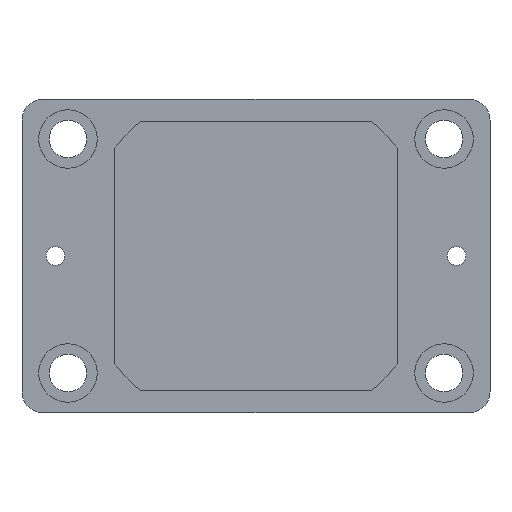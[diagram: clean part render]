
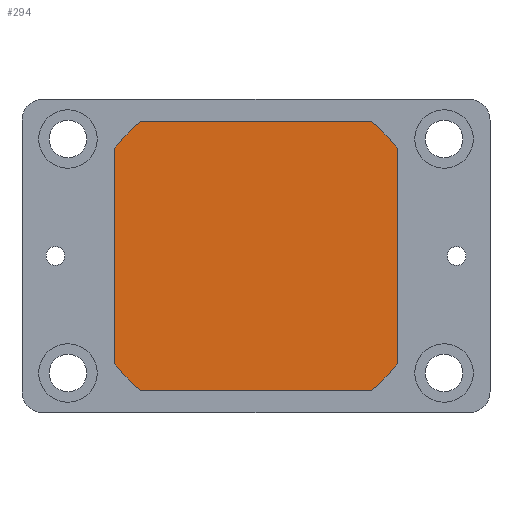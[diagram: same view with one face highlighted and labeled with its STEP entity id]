
A CAD part, front view. The second image highlights one B-rep face of the part: STEP entity #294.
In plain terms, the highlighted face is planar.
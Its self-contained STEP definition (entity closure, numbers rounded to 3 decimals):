
#294 = ADVANCED_FACE( '', ( #797 ), #798, .F. );
#797 = FACE_OUTER_BOUND( '', #1943, .T. );
#798 = PLANE( '', #1944 );
#1943 = EDGE_LOOP( '', ( #3186, #3187, #3188, #3189, #3190, #3191, #3192, #3193 ) );
#1944 = AXIS2_PLACEMENT_3D( '', #3194, #3195, #3196 );
#3186 = ORIENTED_EDGE( '', *, *, #6859, .F. );
#3187 = ORIENTED_EDGE( '', *, *, #6874, .F. );
#3188 = ORIENTED_EDGE( '', *, *, #6881, .F. );
#3189 = ORIENTED_EDGE( '', *, *, #6884, .F. );
#3190 = ORIENTED_EDGE( '', *, *, #6886, .F. );
#3191 = ORIENTED_EDGE( '', *, *, #6831, .F. );
#3192 = ORIENTED_EDGE( '', *, *, #6853, .F. );
#3193 = ORIENTED_EDGE( '', *, *, #6856, .F. );
#3194 = CARTESIAN_POINT( '', ( -95., 0., 0. ) );
#3195 = DIRECTION( '', ( 1., 0., 0. ) );
#3196 = DIRECTION( '', ( 0., 0., -1. ) );
#6831 = EDGE_CURVE( '', #8007, #8009, #8010, .T. );
#6853 = EDGE_CURVE( '', #8047, #8007, #8049, .T. );
#6856 = EDGE_CURVE( '', #8052, #8047, #8054, .T. );
#6859 = EDGE_CURVE( '', #8057, #8052, #8059, .T. );
#6874 = EDGE_CURVE( '', #8086, #8057, #8088, .T. );
#6881 = EDGE_CURVE( '', #8098, #8086, #8100, .T. );
#6884 = EDGE_CURVE( '', #8103, #8098, #8105, .T. );
#6886 = EDGE_CURVE( '', #8009, #8103, #8107, .T. );
#8007 = VERTEX_POINT( '', #9975 );
#8009 = VERTEX_POINT( '', #9978 );
#8010 = LINE( '', #9979, #9980 );
#8047 = VERTEX_POINT( '', #10036 );
#8049 = CIRCLE( '', #10039, 42.5 );
#8052 = VERTEX_POINT( '', #10043 );
#8054 = LINE( '', #10046, #10047 );
#8057 = VERTEX_POINT( '', #10050 );
#8059 = CIRCLE( '', #10053, 42.5 );
#8086 = VERTEX_POINT( '', #10093 );
#8088 = LINE( '', #10096, #10097 );
#8098 = VERTEX_POINT( '', #10110 );
#8100 = CIRCLE( '', #10113, 42.5 );
#8103 = VERTEX_POINT( '', #10117 );
#8105 = LINE( '', #10120, #10121 );
#8107 = CIRCLE( '', #10123, 42.5 );
#9975 = CARTESIAN_POINT( '', ( -95., -32.25, 27.68 ) );
#9978 = CARTESIAN_POINT( '', ( -95., -32.25, -27.68 ) );
#9979 = CARTESIAN_POINT( '', ( -95., -32.25, 27.68 ) );
#9980 = VECTOR( '', #12763, 1000. );
#10036 = CARTESIAN_POINT( '', ( -95., -25.83, 33.75 ) );
#10039 = AXIS2_PLACEMENT_3D( '', #12787, #12788, #12789 );
#10043 = CARTESIAN_POINT( '', ( -95., 25.83, 33.75 ) );
#10046 = CARTESIAN_POINT( '', ( -95., 25.83, 33.75 ) );
#10047 = VECTOR( '', #12792, 1000. );
#10050 = CARTESIAN_POINT( '', ( -95., 32.25, 27.68 ) );
#10053 = AXIS2_PLACEMENT_3D( '', #12797, #12798, #12799 );
#10093 = CARTESIAN_POINT( '', ( -95., 32.25, -27.68 ) );
#10096 = CARTESIAN_POINT( '', ( -95., 32.25, -27.68 ) );
#10097 = VECTOR( '', #12814, 1000. );
#10110 = CARTESIAN_POINT( '', ( -95., 25.83, -33.75 ) );
#10113 = AXIS2_PLACEMENT_3D( '', #12825, #12826, #12827 );
#10117 = CARTESIAN_POINT( '', ( -95., -25.83, -33.75 ) );
#10120 = CARTESIAN_POINT( '', ( -95., -25.83, -33.75 ) );
#10121 = VECTOR( '', #12830, 1000. );
#10123 = AXIS2_PLACEMENT_3D( '', #12834, #12835, #12836 );
#12763 = DIRECTION( '', ( 0., 0., -1. ) );
#12787 = CARTESIAN_POINT( '', ( -95., 0., 0. ) );
#12788 = DIRECTION( '', ( 1., 0., 0. ) );
#12789 = DIRECTION( '', ( 0., 0., -1. ) );
#12792 = DIRECTION( '', ( 0., -1., 0. ) );
#12797 = CARTESIAN_POINT( '', ( -95., 0., 0. ) );
#12798 = DIRECTION( '', ( 1., 0., 0. ) );
#12799 = DIRECTION( '', ( 0., 0., -1. ) );
#12814 = DIRECTION( '', ( 0., 0., 1. ) );
#12825 = CARTESIAN_POINT( '', ( -95., 0., 0. ) );
#12826 = DIRECTION( '', ( 1., 0., 0. ) );
#12827 = DIRECTION( '', ( 0., 0., -1. ) );
#12830 = DIRECTION( '', ( 0., 1., 0. ) );
#12834 = CARTESIAN_POINT( '', ( -95., 0., 0. ) );
#12835 = DIRECTION( '', ( 1., 0., 0. ) );
#12836 = DIRECTION( '', ( 0., 0., -1. ) );
